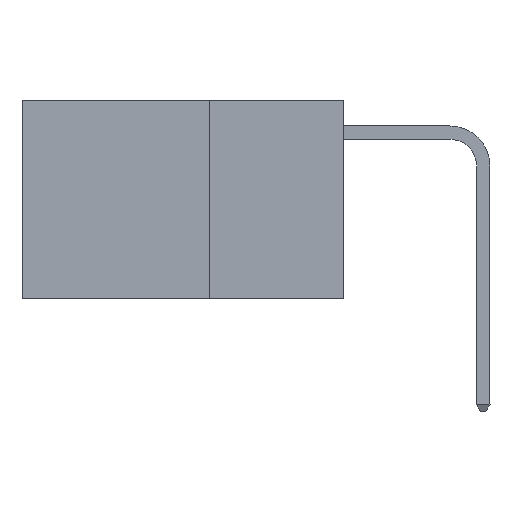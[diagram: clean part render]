
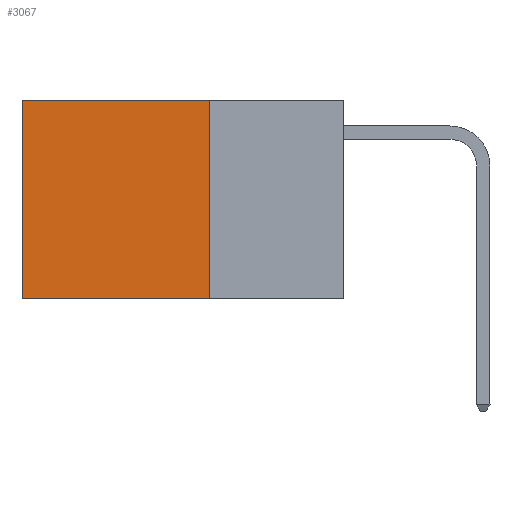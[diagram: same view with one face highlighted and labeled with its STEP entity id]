
A CAD part, left-side view. The second image highlights one B-rep face of the part: STEP entity #3067.
In plain terms, the highlighted planar face has unit normal (-1, 0, 0).
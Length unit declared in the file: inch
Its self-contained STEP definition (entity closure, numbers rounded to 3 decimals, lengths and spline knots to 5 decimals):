
#305 = EDGE_CURVE ( 'NONE', #1855, #7637, #5239, .T. ) ;
#798 = CARTESIAN_POINT ( 'NONE',  ( 0.2625, 0.6, 0. ) ) ;
#1087 = AXIS2_PLACEMENT_3D ( 'NONE', #3188, #3030, #2986 ) ;
#1204 = DIRECTION ( 'NONE',  ( 0., 1., 0. ) ) ;
#1355 = CARTESIAN_POINT ( 'NONE',  ( 0.2625, 0.25, 0. ) ) ;
#1561 = CARTESIAN_POINT ( 'NONE',  ( 0.2625, 0.25, -0.37 ) ) ;
#1855 = VERTEX_POINT ( 'NONE', #1355 ) ;
#2725 = VERTEX_POINT ( 'NONE', #6977 ) ;
#2986 = DIRECTION ( 'NONE',  ( 0., 0., -1. ) ) ;
#3030 = DIRECTION ( 'NONE',  ( 1., 0., 0. ) ) ;
#3067 = ADVANCED_FACE ( 'NONE', ( #8405 ), #3184, .F. ) ;
#3184 = PLANE ( 'NONE',  #1087 ) ;
#3188 = CARTESIAN_POINT ( 'NONE',  ( 0.2625, 0.25, 0. ) ) ;
#4012 = ORIENTED_EDGE ( 'NONE', *, *, #6269, .T. ) ;
#4435 = ORIENTED_EDGE ( 'NONE', *, *, #8616, .F. ) ;
#4455 = ORIENTED_EDGE ( 'NONE', *, *, #9108, .F. ) ;
#4531 = ORIENTED_EDGE ( 'NONE', *, *, #305, .T. ) ;
#4765 = VECTOR ( 'NONE', #8656, 39.37008 ) ;
#4774 = LINE ( 'NONE', #8739, #4765 ) ;
#5114 = VECTOR ( 'NONE', #8533, 39.37008 ) ;
#5239 = LINE ( 'NONE', #9080, #5114 ) ;
#5590 = VECTOR ( 'NONE', #8644, 39.37008 ) ;
#5620 = LINE ( 'NONE', #8623, #5590 ) ;
#6269 = EDGE_CURVE ( 'NONE', #7637, #9659, #4774, .T. ) ;
#6379 = CARTESIAN_POINT ( 'NONE',  ( 0.2625, 0.6, -0.37 ) ) ;
#6647 = LINE ( 'NONE', #1561, #6758 ) ;
#6758 = VECTOR ( 'NONE', #1204, 39.37008 ) ;
#6977 = CARTESIAN_POINT ( 'NONE',  ( 0.2625, 0.25, -0.37 ) ) ;
#7637 = VERTEX_POINT ( 'NONE', #798 ) ;
#7924 = EDGE_LOOP ( 'NONE', ( #4012, #4435, #4455, #4531 ) ) ;
#8405 = FACE_OUTER_BOUND ( 'NONE', #7924, .T. ) ;
#8533 = DIRECTION ( 'NONE',  ( 0., 1., 0. ) ) ;
#8616 = EDGE_CURVE ( 'NONE', #2725, #9659, #6647, .T. ) ;
#8623 = CARTESIAN_POINT ( 'NONE',  ( 0.2625, 0.25, 0. ) ) ;
#8644 = DIRECTION ( 'NONE',  ( 0., 0., -1. ) ) ;
#8656 = DIRECTION ( 'NONE',  ( 0., 0., -1. ) ) ;
#8739 = CARTESIAN_POINT ( 'NONE',  ( 0.2625, 0.6, 0. ) ) ;
#9080 = CARTESIAN_POINT ( 'NONE',  ( 0.2625, 0.25, 0. ) ) ;
#9108 = EDGE_CURVE ( 'NONE', #1855, #2725, #5620, .T. ) ;
#9659 = VERTEX_POINT ( 'NONE', #6379 ) ;
